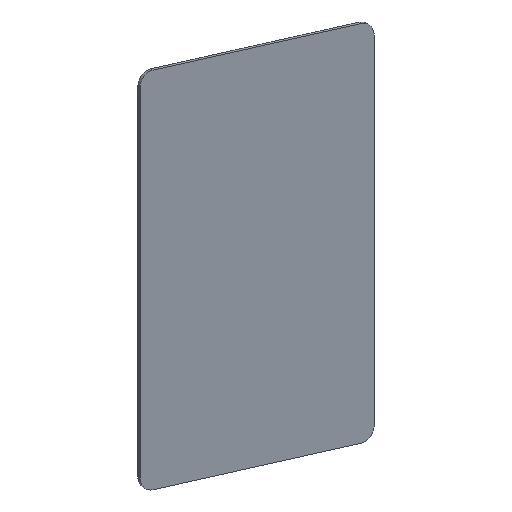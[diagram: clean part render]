
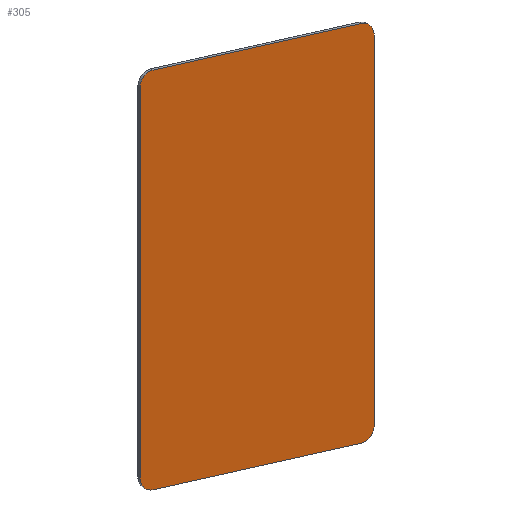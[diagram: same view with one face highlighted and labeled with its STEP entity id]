
A CAD part, top view. The second image highlights one B-rep face of the part: STEP entity #305.
In plain terms, the highlighted face is planar.
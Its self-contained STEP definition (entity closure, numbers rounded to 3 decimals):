
#124=CARTESIAN_POINT('Vertex',(-24.,43.,0.4)) ;
#127=CARTESIAN_POINT('Line Origine',(0.,43.,0.4)) ;
#131=CARTESIAN_POINT('Vertex',(24.,43.,0.4)) ;
#162=CARTESIAN_POINT('Vertex',(-27.,40.,0.4)) ;
#165=CARTESIAN_POINT('Axis2P3D Location',(-24.,40.,0.4)) ;
#193=CARTESIAN_POINT('Vertex',(-27.,-40.,0.4)) ;
#196=CARTESIAN_POINT('Line Origine',(-27.,0.,0.4)) ;
#257=CARTESIAN_POINT('Axis2P3D Location',(0.,0.,0.4)) ;
#262=CARTESIAN_POINT('Axis2P3D Location',(-24.,-40.,0.4)) ;
#266=CARTESIAN_POINT('Vertex',(-24.,-43.,0.4)) ;
#269=CARTESIAN_POINT('Line Origine',(0.,-43.,0.4)) ;
#273=CARTESIAN_POINT('Vertex',(24.,-43.,0.4)) ;
#276=CARTESIAN_POINT('Axis2P3D Location',(24.,-40.,0.4)) ;
#280=CARTESIAN_POINT('Vertex',(27.,-40.,0.4)) ;
#283=CARTESIAN_POINT('Line Origine',(27.,0.,0.4)) ;
#287=CARTESIAN_POINT('Vertex',(27.,40.,0.4)) ;
#290=CARTESIAN_POINT('Axis2P3D Location',(24.,40.,0.4)) ;
#128=DIRECTION('Vector Direction',(-1.,0.,0.)) ;
#166=DIRECTION('Axis2P3D Direction',(0.,0.,1.)) ;
#197=DIRECTION('Vector Direction',(0.,1.,0.)) ;
#258=DIRECTION('Axis2P3D Direction',(0.,0.,1.)) ;
#259=DIRECTION('Axis2P3D XDirection',(1.,0.,0.)) ;
#263=DIRECTION('Axis2P3D Direction',(0.,0.,1.)) ;
#270=DIRECTION('Vector Direction',(-1.,0.,0.)) ;
#277=DIRECTION('Axis2P3D Direction',(0.,0.,1.)) ;
#284=DIRECTION('Vector Direction',(0.,1.,0.)) ;
#291=DIRECTION('Axis2P3D Direction',(0.,0.,1.)) ;
#167=AXIS2_PLACEMENT_3D('Circle Axis2P3D',#165,#166,$) ;
#260=AXIS2_PLACEMENT_3D('Plane Axis2P3D',#257,#258,#259) ;
#264=AXIS2_PLACEMENT_3D('Circle Axis2P3D',#262,#263,$) ;
#278=AXIS2_PLACEMENT_3D('Circle Axis2P3D',#276,#277,$) ;
#292=AXIS2_PLACEMENT_3D('Circle Axis2P3D',#290,#291,$) ;
#296=ORIENTED_EDGE('',*,*,#133,.F.) ;
#297=ORIENTED_EDGE('',*,*,#169,.T.) ;
#298=ORIENTED_EDGE('',*,*,#200,.F.) ;
#299=ORIENTED_EDGE('',*,*,#268,.F.) ;
#300=ORIENTED_EDGE('',*,*,#275,.T.) ;
#301=ORIENTED_EDGE('',*,*,#282,.T.) ;
#302=ORIENTED_EDGE('',*,*,#289,.T.) ;
#303=ORIENTED_EDGE('',*,*,#294,.F.) ;
#129=VECTOR('Line Direction',#128,1.) ;
#198=VECTOR('Line Direction',#197,1.) ;
#271=VECTOR('Line Direction',#270,1.) ;
#285=VECTOR('Line Direction',#284,1.) ;
#305=ADVANCED_FACE('PartBody',(#304),#261,.T.) ;
#168=CIRCLE('generated circle',#167,3.) ;
#265=CIRCLE('generated circle',#264,3.) ;
#279=CIRCLE('generated circle',#278,3.) ;
#293=CIRCLE('generated circle',#292,3.) ;
#133=EDGE_CURVE('',#125,#132,#130,.F.) ;
#169=EDGE_CURVE('',#125,#163,#168,.T.) ;
#200=EDGE_CURVE('',#194,#163,#199,.T.) ;
#268=EDGE_CURVE('',#267,#194,#265,.F.) ;
#275=EDGE_CURVE('',#267,#274,#272,.F.) ;
#282=EDGE_CURVE('',#274,#281,#279,.T.) ;
#289=EDGE_CURVE('',#281,#288,#286,.T.) ;
#294=EDGE_CURVE('',#132,#288,#293,.F.) ;
#295=EDGE_LOOP('',(#296,#297,#298,#299,#300,#301,#302,#303)) ;
#304=FACE_OUTER_BOUND('',#295,.T.) ;
#130=LINE('Line',#127,#129) ;
#199=LINE('Line',#196,#198) ;
#272=LINE('Line',#269,#271) ;
#286=LINE('Line',#283,#285) ;
#261=PLANE('',#260) ;
#125=VERTEX_POINT('',#124) ;
#132=VERTEX_POINT('',#131) ;
#163=VERTEX_POINT('',#162) ;
#194=VERTEX_POINT('',#193) ;
#267=VERTEX_POINT('',#266) ;
#274=VERTEX_POINT('',#273) ;
#281=VERTEX_POINT('',#280) ;
#288=VERTEX_POINT('',#287) ;
